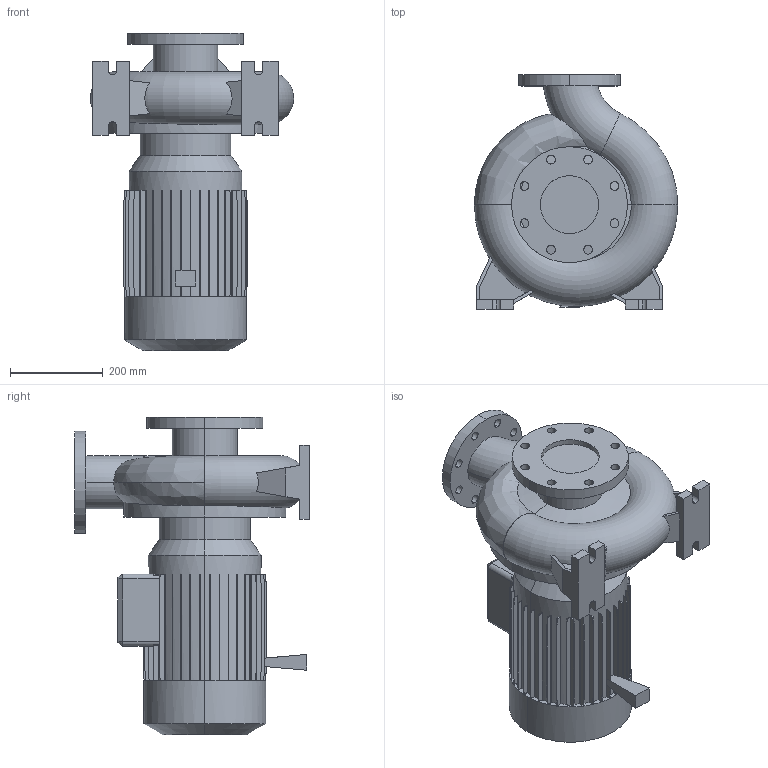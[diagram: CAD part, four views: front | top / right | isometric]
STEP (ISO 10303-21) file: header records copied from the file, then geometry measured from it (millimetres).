
FILE_DESCRIPTION (( 'STEP AP214' ), '1' );
FILE_NAME ('10010797swp01.step', '2021-10-12T14:41:51', ( '' ), ( '' ), 'SwSTEP 2.0', 'SolidWorks 2020', '' );
FILE_SCHEMA (( 'AUTOMOTIVE_DESIGN' ));
Length unit declared in the file: millimetre
Products named in the file (1): 10010797swp01
Bounding box: 437.99 x 505 x 684 mm (x, y, z)
Volume: 43326068.6 mm3; surface area: 1360892.9 mm2
Topology: 1 solids, 1 shells, 410 faces, 1177 edges, 779 vertices
Faces by surface type: plane 325, cylinder 68, cone 10, torus 5, bspline 2
Entity records: 14911 total; most frequent: CARTESIAN_POINT 3987, ORIENTED_EDGE 2354, DIRECTION 2152, EDGE_CURVE 1177, VECTOR 910, LINE 910, VERTEX_POINT 779, AXIS2_PLACEMENT_3D 621
